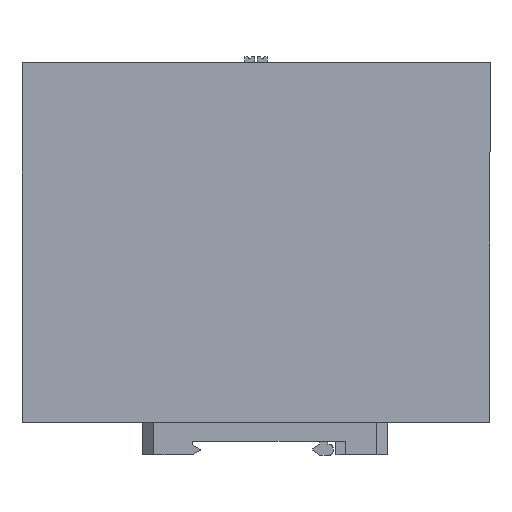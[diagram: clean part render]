
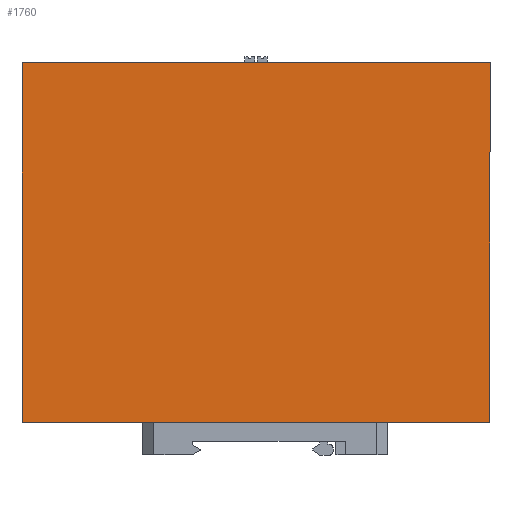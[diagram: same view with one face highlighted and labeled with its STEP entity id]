
A CAD part, left-side view. The second image highlights one B-rep face of the part: STEP entity #1760.
In plain terms, the highlighted planar face has unit normal (-1, 0, 0).
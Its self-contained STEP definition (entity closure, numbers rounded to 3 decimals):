
#1725=AXIS2_PLACEMENT_3D('Plane Axis2P3D',#1722,#1723,#1724) ;
#206=CARTESIAN_POINT('Vertex',(0.,130.,108.85)) ;
#220=CARTESIAN_POINT('Vertex',(0.,130.,9.)) ;
#223=CARTESIAN_POINT('Line Origine',(0.,130.,58.925)) ;
#1722=CARTESIAN_POINT('Axis2P3D Location',(0.,65.,46.5)) ;
#1727=CARTESIAN_POINT('Line Origine',(0.,130.,108.875)) ;
#1731=CARTESIAN_POINT('Vertex',(0.,130.,108.9)) ;
#1734=CARTESIAN_POINT('Line Origine',(0.,65.,9.)) ;
#1738=CARTESIAN_POINT('Vertex',(0.,0.,9.)) ;
#1741=CARTESIAN_POINT('Line Origine',(0.,0.,58.95)) ;
#1745=CARTESIAN_POINT('Vertex',(0.,0.,108.9)) ;
#1748=CARTESIAN_POINT('Line Origine',(0.,65.,108.9)) ;
#224=DIRECTION('Vector Direction',(0.,0.,-1.)) ;
#1723=DIRECTION('Axis2P3D Direction',(-1.,0.,0.)) ;
#1724=DIRECTION('Axis2P3D XDirection',(0.,0.,-1.)) ;
#1728=DIRECTION('Vector Direction',(0.,0.,-1.)) ;
#1735=DIRECTION('Vector Direction',(0.,-1.,0.)) ;
#1742=DIRECTION('Vector Direction',(0.,0.,1.)) ;
#1749=DIRECTION('Vector Direction',(0.,-1.,0.)) ;
#225=VECTOR('Line Direction',#224,1.) ;
#1729=VECTOR('Line Direction',#1728,1.) ;
#1736=VECTOR('Line Direction',#1735,1.) ;
#1743=VECTOR('Line Direction',#1742,1.) ;
#1750=VECTOR('Line Direction',#1749,1.) ;
#1754=ORIENTED_EDGE('',*,*,#1733,.T.) ;
#1755=ORIENTED_EDGE('',*,*,#227,.T.) ;
#1756=ORIENTED_EDGE('',*,*,#1740,.T.) ;
#1757=ORIENTED_EDGE('',*,*,#1747,.T.) ;
#1758=ORIENTED_EDGE('',*,*,#1752,.T.) ;
#1760=ADVANCED_FACE('PRO ECO',(#1759),#1726,.T.) ;
#227=EDGE_CURVE('',#207,#221,#226,.T.) ;
#1733=EDGE_CURVE('',#1732,#207,#1730,.T.) ;
#1740=EDGE_CURVE('',#221,#1739,#1737,.T.) ;
#1747=EDGE_CURVE('',#1739,#1746,#1744,.T.) ;
#1752=EDGE_CURVE('',#1746,#1732,#1751,.F.) ;
#1753=EDGE_LOOP('',(#1754,#1755,#1756,#1757,#1758)) ;
#1759=FACE_OUTER_BOUND('',#1753,.T.) ;
#226=LINE('Line',#223,#225) ;
#1730=LINE('Line',#1727,#1729) ;
#1737=LINE('Line',#1734,#1736) ;
#1744=LINE('Line',#1741,#1743) ;
#1751=LINE('Line',#1748,#1750) ;
#1726=PLANE('',#1725) ;
#207=VERTEX_POINT('',#206) ;
#221=VERTEX_POINT('',#220) ;
#1732=VERTEX_POINT('',#1731) ;
#1739=VERTEX_POINT('',#1738) ;
#1746=VERTEX_POINT('',#1745) ;
